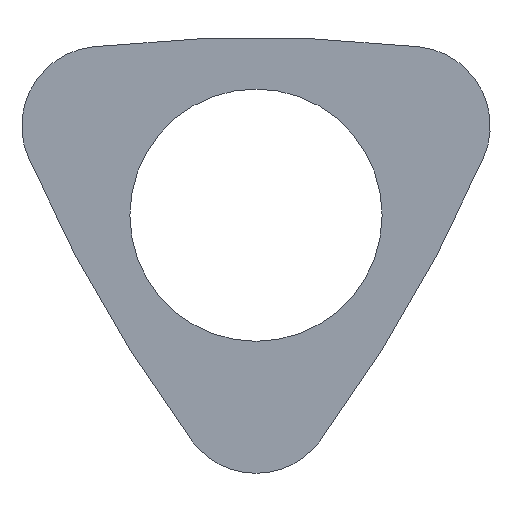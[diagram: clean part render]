
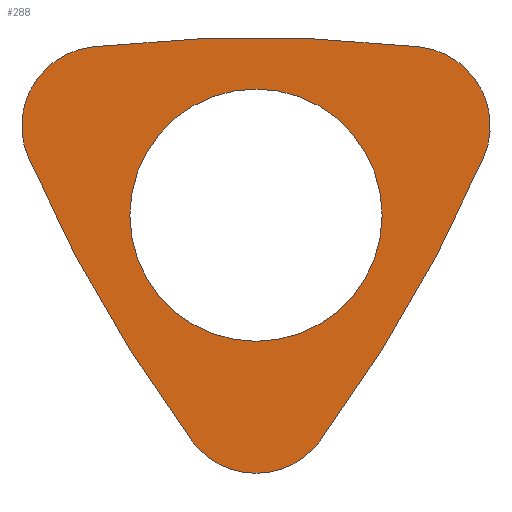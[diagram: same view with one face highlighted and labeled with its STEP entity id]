
A CAD part, front view. The second image highlights one B-rep face of the part: STEP entity #288.
In plain terms, the highlighted planar face has unit normal (0, -1, 0).
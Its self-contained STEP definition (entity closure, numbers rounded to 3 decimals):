
#2 = DIRECTION ( 'NONE',  ( 0., 1., 0. ) ) ;
#4 = ORIENTED_EDGE ( 'NONE', *, *, #9, .F. ) ;
#6 = AXIS2_PLACEMENT_3D ( 'NONE', #257, #230, #344 ) ;
#9 = EDGE_CURVE ( 'NONE', #76, #192, #244, .T. ) ;
#10 = FACE_BOUND ( 'NONE', #25, .T. ) ;
#17 = AXIS2_PLACEMENT_3D ( 'NONE', #242, #353, #176 ) ;
#20 = AXIS2_PLACEMENT_3D ( 'NONE', #31, #250, #62 ) ;
#25 = EDGE_LOOP ( 'NONE', ( #185, #231 ) ) ;
#26 = ORIENTED_EDGE ( 'NONE', *, *, #151, .F. ) ;
#28 = EDGE_CURVE ( 'NONE', #197, #253, #142, .T. ) ;
#29 = CIRCLE ( 'NONE', #147, 6. ) ;
#31 = CARTESIAN_POINT ( 'NONE',  ( 0., 0., 0. ) ) ;
#47 = DIRECTION ( 'NONE',  ( 0., 0., 1. ) ) ;
#48 = CARTESIAN_POINT ( 'NONE',  ( 0., 0., -13.443 ) ) ;
#54 = EDGE_CURVE ( 'NONE', #253, #197, #61, .T. ) ;
#56 = AXIS2_PLACEMENT_3D ( 'NONE', #135, #84, #47 ) ;
#61 = CIRCLE ( 'NONE', #157, 9.5 ) ;
#62 = DIRECTION ( 'NONE',  ( 0., 0., 1. ) ) ;
#66 = CARTESIAN_POINT ( 'NONE',  ( 0., 0., -13.443 ) ) ;
#68 = DIRECTION ( 'NONE',  ( 0., 0., 1. ) ) ;
#70 = EDGE_CURVE ( 'NONE', #192, #258, #169, .T. ) ;
#76 = VERTEX_POINT ( 'NONE', #212 ) ;
#77 = CARTESIAN_POINT ( 'NONE',  ( -17.14, 0., 4.319 ) ) ;
#84 = DIRECTION ( 'NONE',  ( 0., 1., 0. ) ) ;
#94 = VERTEX_POINT ( 'NONE', #165 ) ;
#95 = EDGE_LOOP ( 'NONE', ( #381, #4, #26, #162, #374, #300, #380 ) ) ;
#97 = AXIS2_PLACEMENT_3D ( 'NONE', #101, #362, #389 ) ;
#98 = EDGE_CURVE ( 'NONE', #221, #138, #323, .T. ) ;
#101 = CARTESIAN_POINT ( 'NONE',  ( 5.821, 0., -45.203 ) ) ;
#119 = DIRECTION ( 'NONE',  ( 0., 0., -1. ) ) ;
#135 = CARTESIAN_POINT ( 'NONE',  ( -11.642, 0., 6.722 ) ) ;
#138 = VERTEX_POINT ( 'NONE', #265 ) ;
#140 = EDGE_CURVE ( 'NONE', #138, #387, #263, .T. ) ;
#142 = CIRCLE ( 'NONE', #20, 9.5 ) ;
#144 = CARTESIAN_POINT ( 'NONE',  ( 0., 0., 9.5 ) ) ;
#147 = AXIS2_PLACEMENT_3D ( 'NONE', #66, #188, #68 ) ;
#150 = CARTESIAN_POINT ( 'NONE',  ( 0., 0., 0. ) ) ;
#151 = EDGE_CURVE ( 'NONE', #387, #76, #248, .T. ) ;
#157 = AXIS2_PLACEMENT_3D ( 'NONE', #150, #375, #292 ) ;
#162 = ORIENTED_EDGE ( 'NONE', *, *, #140, .F. ) ;
#165 = CARTESIAN_POINT ( 'NONE',  ( 4.83, 0., -17.003 ) ) ;
#167 = AXIS2_PLACEMENT_3D ( 'NONE', #285, #2, #119 ) ;
#169 = CIRCLE ( 'NONE', #6, 6. ) ;
#176 = DIRECTION ( 'NONE',  ( 0., 0., -1. ) ) ;
#178 = FACE_OUTER_BOUND ( 'NONE', #95, .T. ) ;
#184 = CARTESIAN_POINT ( 'NONE',  ( 0., 0., -97.128 ) ) ;
#185 = ORIENTED_EDGE ( 'NONE', *, *, #54, .T. ) ;
#188 = DIRECTION ( 'NONE',  ( 0., 1., 0. ) ) ;
#189 = CIRCLE ( 'NONE', #17, 110.5 ) ;
#192 = VERTEX_POINT ( 'NONE', #211 ) ;
#197 = VERTEX_POINT ( 'NONE', #144 ) ;
#199 = EDGE_CURVE ( 'NONE', #258, #94, #189, .T. ) ;
#211 = CARTESIAN_POINT ( 'NONE',  ( 12.31, 0., 12.684 ) ) ;
#212 = CARTESIAN_POINT ( 'NONE',  ( -12.31, 0., 12.684 ) ) ;
#216 = DIRECTION ( 'NONE',  ( 0., 0., 1. ) ) ;
#221 = VERTEX_POINT ( 'NONE', #274 ) ;
#222 = PLANE ( 'NONE',  #97 ) ;
#230 = DIRECTION ( 'NONE',  ( 0., 1., 0. ) ) ;
#231 = ORIENTED_EDGE ( 'NONE', *, *, #28, .T. ) ;
#242 = CARTESIAN_POINT ( 'NONE',  ( -84.115, 0., 48.564 ) ) ;
#244 = CIRCLE ( 'NONE', #334, 110.5 ) ;
#248 = CIRCLE ( 'NONE', #56, 6. ) ;
#250 = DIRECTION ( 'NONE',  ( 0., 1., 0. ) ) ;
#252 = CARTESIAN_POINT ( 'NONE',  ( 17.14, 0., 4.319 ) ) ;
#253 = VERTEX_POINT ( 'NONE', #255 ) ;
#255 = CARTESIAN_POINT ( 'NONE',  ( 0., 0., -9.5 ) ) ;
#257 = CARTESIAN_POINT ( 'NONE',  ( 11.642, 0., 6.722 ) ) ;
#258 = VERTEX_POINT ( 'NONE', #252 ) ;
#263 = CIRCLE ( 'NONE', #167, 110.5 ) ;
#265 = CARTESIAN_POINT ( 'NONE',  ( -4.83, 0., -17.003 ) ) ;
#274 = CARTESIAN_POINT ( 'NONE',  ( 0., 0., -19.443 ) ) ;
#284 = DIRECTION ( 'NONE',  ( 0., 0., 1. ) ) ;
#285 = CARTESIAN_POINT ( 'NONE',  ( 84.115, 0., 48.564 ) ) ;
#288 = ADVANCED_FACE ( 'NONE', ( #178, #10 ), #222, .T. ) ;
#292 = DIRECTION ( 'NONE',  ( 0., 0., 1. ) ) ;
#300 = ORIENTED_EDGE ( 'NONE', *, *, #354, .F. ) ;
#308 = AXIS2_PLACEMENT_3D ( 'NONE', #48, #343, #284 ) ;
#323 = CIRCLE ( 'NONE', #308, 6. ) ;
#334 = AXIS2_PLACEMENT_3D ( 'NONE', #184, #384, #216 ) ;
#343 = DIRECTION ( 'NONE',  ( 0., 1., 0. ) ) ;
#344 = DIRECTION ( 'NONE',  ( 0., 0., -1. ) ) ;
#353 = DIRECTION ( 'NONE',  ( 0., 1., 0. ) ) ;
#354 = EDGE_CURVE ( 'NONE', #94, #221, #29, .T. ) ;
#362 = DIRECTION ( 'NONE',  ( 0., -1., 0. ) ) ;
#374 = ORIENTED_EDGE ( 'NONE', *, *, #98, .F. ) ;
#375 = DIRECTION ( 'NONE',  ( 0., 1., 0. ) ) ;
#380 = ORIENTED_EDGE ( 'NONE', *, *, #199, .F. ) ;
#381 = ORIENTED_EDGE ( 'NONE', *, *, #70, .F. ) ;
#384 = DIRECTION ( 'NONE',  ( 0., 1., 0. ) ) ;
#387 = VERTEX_POINT ( 'NONE', #77 ) ;
#389 = DIRECTION ( 'NONE',  ( 0., 0., -1. ) ) ;
